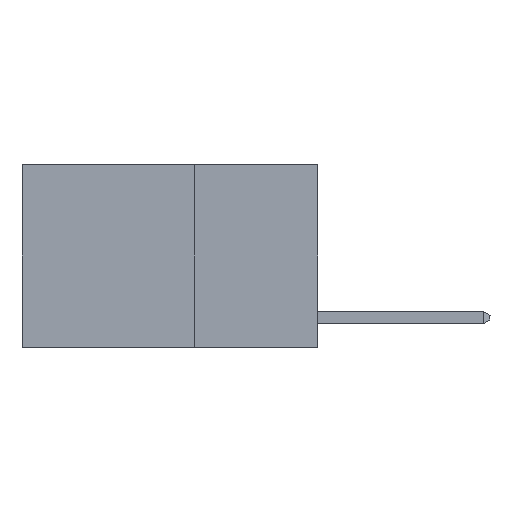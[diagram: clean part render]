
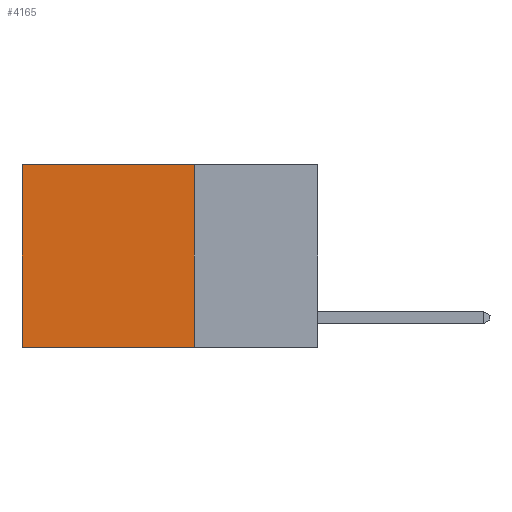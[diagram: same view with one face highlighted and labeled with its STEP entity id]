
A CAD part, left-side view. The second image highlights one B-rep face of the part: STEP entity #4165.
In plain terms, the highlighted planar face has unit normal (-1, 0, 0).
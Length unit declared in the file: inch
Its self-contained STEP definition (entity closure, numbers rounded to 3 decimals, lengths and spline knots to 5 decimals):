
#159 = VECTOR ( 'NONE', #241, 39.37008 ) ;
#171 = CARTESIAN_POINT ( 'NONE',  ( 0.2625, 0.25, 0. ) ) ;
#241 = DIRECTION ( 'NONE',  ( 0., 1., 0. ) ) ;
#1146 = CARTESIAN_POINT ( 'NONE',  ( 0.2625, 0.6, 0. ) ) ;
#2156 = EDGE_CURVE ( 'NONE', #9935, #3689, #3702, .T. ) ;
#2569 = DIRECTION ( 'NONE',  ( 1., 0., 0. ) ) ;
#2678 = LINE ( 'NONE', #5274, #159 ) ;
#2890 = EDGE_CURVE ( 'NONE', #9935, #3941, #3138, .T. ) ;
#3058 = AXIS2_PLACEMENT_3D ( 'NONE', #171, #2569, #7840 ) ;
#3138 = LINE ( 'NONE', #10078, #7020 ) ;
#3362 = ORIENTED_EDGE ( 'NONE', *, *, #2890, .T. ) ;
#3689 = VERTEX_POINT ( 'NONE', #6283 ) ;
#3702 = LINE ( 'NONE', #5371, #7017 ) ;
#3811 = CARTESIAN_POINT ( 'NONE',  ( 0.2625, 0.25, 0. ) ) ;
#3941 = VERTEX_POINT ( 'NONE', #8339 ) ;
#4165 = ADVANCED_FACE ( 'NONE', ( #10451 ), #7568, .F. ) ;
#4448 = ORIENTED_EDGE ( 'NONE', *, *, #8023, .T. ) ;
#4663 = DIRECTION ( 'NONE',  ( 0., 0., -1. ) ) ;
#4921 = LINE ( 'NONE', #1146, #6640 ) ;
#5274 = CARTESIAN_POINT ( 'NONE',  ( 0.2625, 0.25, -0.37 ) ) ;
#5371 = CARTESIAN_POINT ( 'NONE',  ( 0.2625, 0.25, 0. ) ) ;
#6283 = CARTESIAN_POINT ( 'NONE',  ( 0.2625, 0.25, -0.37 ) ) ;
#6364 = VERTEX_POINT ( 'NONE', #6569 ) ;
#6466 = EDGE_CURVE ( 'NONE', #3689, #6364, #2678, .T. ) ;
#6569 = CARTESIAN_POINT ( 'NONE',  ( 0.2625, 0.6, -0.37 ) ) ;
#6640 = VECTOR ( 'NONE', #7036, 39.37008 ) ;
#6644 = ORIENTED_EDGE ( 'NONE', *, *, #2156, .F. ) ;
#7017 = VECTOR ( 'NONE', #4663, 39.37008 ) ;
#7020 = VECTOR ( 'NONE', #8325, 39.37008 ) ;
#7036 = DIRECTION ( 'NONE',  ( 0., 0., -1. ) ) ;
#7568 = PLANE ( 'NONE',  #3058 ) ;
#7840 = DIRECTION ( 'NONE',  ( 0., 0., -1. ) ) ;
#8023 = EDGE_CURVE ( 'NONE', #3941, #6364, #4921, .T. ) ;
#8325 = DIRECTION ( 'NONE',  ( 0., 1., 0. ) ) ;
#8339 = CARTESIAN_POINT ( 'NONE',  ( 0.2625, 0.6, 0. ) ) ;
#8506 = EDGE_LOOP ( 'NONE', ( #4448, #9243, #6644, #3362 ) ) ;
#9243 = ORIENTED_EDGE ( 'NONE', *, *, #6466, .F. ) ;
#9935 = VERTEX_POINT ( 'NONE', #3811 ) ;
#10078 = CARTESIAN_POINT ( 'NONE',  ( 0.2625, 0.25, 0. ) ) ;
#10451 = FACE_OUTER_BOUND ( 'NONE', #8506, .T. ) ;
